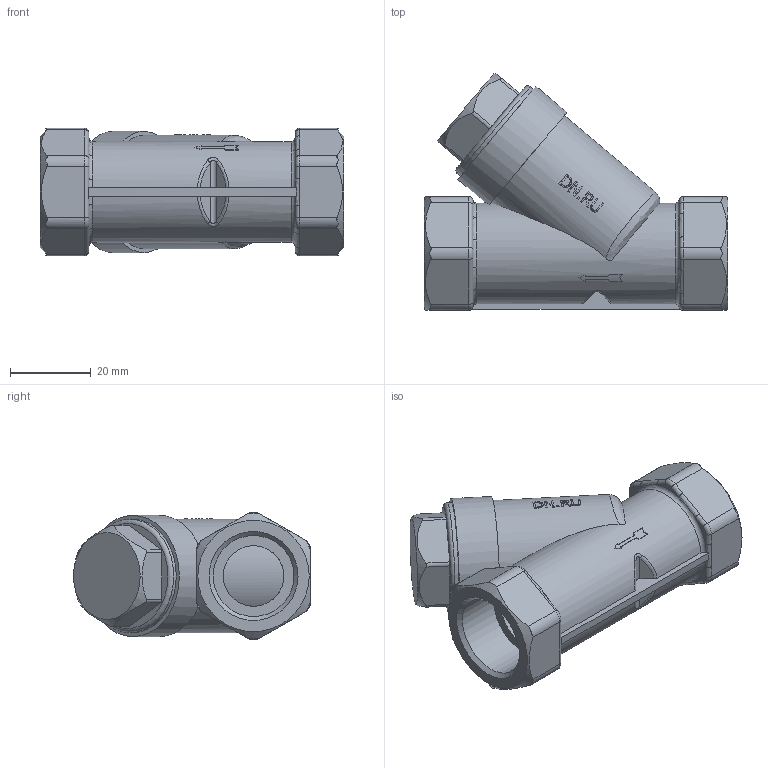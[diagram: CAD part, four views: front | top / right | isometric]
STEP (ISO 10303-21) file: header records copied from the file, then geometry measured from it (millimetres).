
FILE_DESCRIPTION(/* description */ (''),/* implementation_level */ '2;1');
FILE_NAME(/* name */ 'DN20_3D_STEP.stp',/* time_stamp */ '2024-04-14T22:46:00+03:00',/* author */ ('igorr'),/* organization */ (''),/* preprocessor_version */ 'ST-DEVELOPER v19.2',/* originating_system */ 'Autodesk Inventor 2023',/* authorisation */ '');
FILE_SCHEMA (('AUTOMOTIVE_DESIGN { 1 0 10303 214 3 1 1 }'));
Length unit declared in the file: millimetre
Products named in the file (1): Деталь
Bounding box: 75 x 58.57 x 31.57 mm (x, y, z)
Volume: 51653 mm3; surface area: 14805.5 mm2
Topology: 1 solids, 1 shells, 231 faces, 593 edges, 378 vertices
Faces by surface type: plane 96, cylinder 55, bspline 43, torus 20, cone 17
Full cylindrical faces by diameter (mm): 15 x2, 20 x2, 28 x2, 30 x1
Entity records: 9163 total; most frequent: CARTESIAN_POINT 3523, ORIENTED_EDGE 1184, DIRECTION 1045, EDGE_CURVE 592, AXIS2_PLACEMENT_3D 426, VERTEX_POINT 378, EDGE_LOOP 248, FACE_OUTER_BOUND 231
